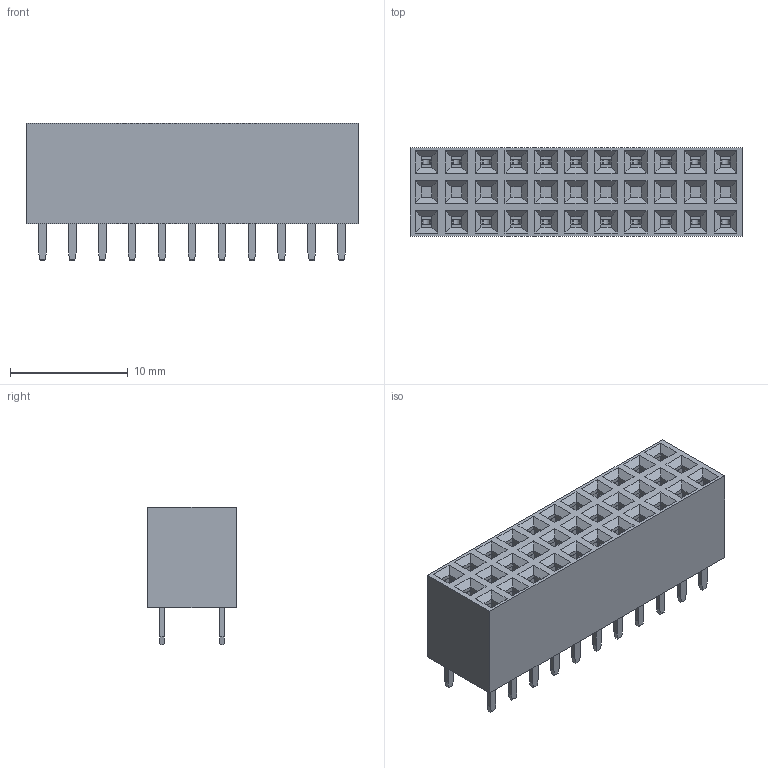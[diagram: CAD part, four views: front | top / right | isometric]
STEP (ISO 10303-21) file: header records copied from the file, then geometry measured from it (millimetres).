
FILE_DESCRIPTION( ('This file contains a STEP AP42 implementation' ,'as created by ZW3D STEP Interface translator.') ,'2;1' );
FILE_NAME( '2185-3XXSXXCYNX2.stp' ,'23 5 4.161029', (''), ('ZWCAD Software Co.'), 'Version 1.0', 'ZW3D to STEP translator', '' );
FILE_SCHEMA(('AUTOMOTIVE_DESIGN { 1 0 10303 214 1 1 1 1 }'));
Length unit declared in the file: millimetre
Products named in the file (2): 0; 2185-325SG0CYNA1
Bounding box: 28.19 x 7.5 x 11.65 mm (x, y, z)
Volume: 1495 mm3; surface area: 3298.3 mm2
Topology: 1 solids, 1 shells, 1986 faces, 5622 edges, 3660 vertices
Faces by surface type: plane 1656, cylinder 242, bspline 88
Entity records: 66498 total; most frequent: CARTESIAN_POINT 12859, ORIENTED_EDGE 11244, DIRECTION 9816, EDGE_CURVE 5622, VECTOR 4962, LINE 4962, VERTEX_POINT 3660, AXIS2_PLACEMENT_3D 2427
